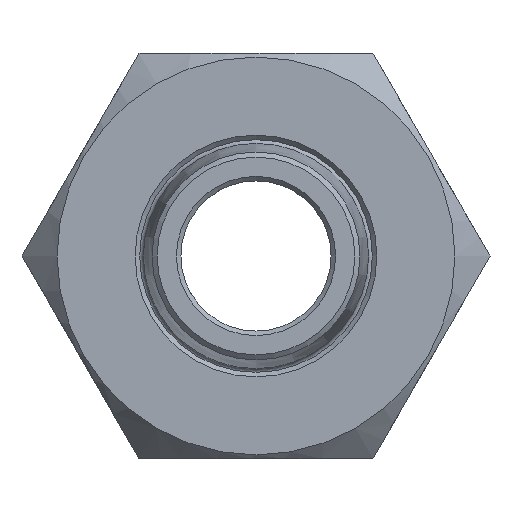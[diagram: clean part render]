
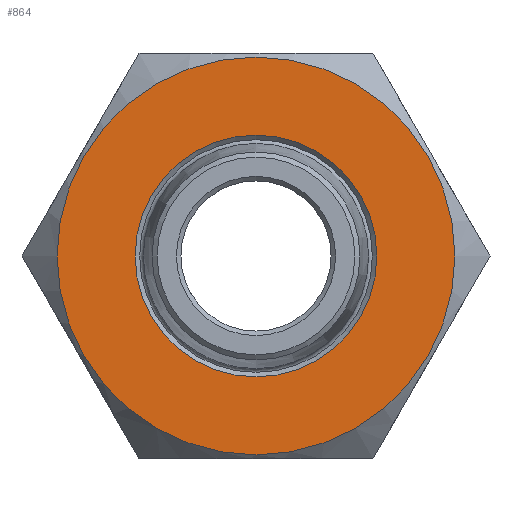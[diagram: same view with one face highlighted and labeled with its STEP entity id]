
A CAD part, left-side view. The second image highlights one B-rep face of the part: STEP entity #864.
In plain terms, the highlighted planar face has unit normal (-1, 0, 0).
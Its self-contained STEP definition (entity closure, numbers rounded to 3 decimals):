
#45=FACE_BOUND('',#156,.T.);
#70=PLANE('',#1006);
#96=FACE_OUTER_BOUND('',#155,.T.);
#155=EDGE_LOOP('',(#634));
#156=EDGE_LOOP('',(#635));
#301=CIRCLE('',#987,13.25);
#308=CIRCLE('',#1001,8.05);
#390=VERTEX_POINT('',#1499);
#396=VERTEX_POINT('',#1525);
#473=EDGE_CURVE('',#390,#390,#301,.T.);
#485=EDGE_CURVE('',#396,#396,#308,.T.);
#634=ORIENTED_EDGE('',*,*,#473,.T.);
#635=ORIENTED_EDGE('',*,*,#485,.F.);
#864=ADVANCED_FACE('',(#96,#45),#70,.T.);
#987=AXIS2_PLACEMENT_3D('',#1501,#1136,#1137);
#1001=AXIS2_PLACEMENT_3D('',#1526,#1169,#1170);
#1006=AXIS2_PLACEMENT_3D('',#1536,#1181,#1182);
#1136=DIRECTION('center_axis',(-1.,0.,0.));
#1137=DIRECTION('ref_axis',(0.,1.,0.));
#1169=DIRECTION('center_axis',(-1.,0.,0.));
#1170=DIRECTION('ref_axis',(0.,0.,-1.));
#1181=DIRECTION('center_axis',(-1.,0.,0.));
#1182=DIRECTION('ref_axis',(0.,0.,1.));
#1499=CARTESIAN_POINT('',(-13.5,-13.25,0.));
#1501=CARTESIAN_POINT('Origin',(-13.5,0.,0.));
#1525=CARTESIAN_POINT('',(-13.5,0.,8.05));
#1526=CARTESIAN_POINT('Origin',(-13.5,0.,0.));
#1536=CARTESIAN_POINT('Origin',(-13.5,0.,0.));
